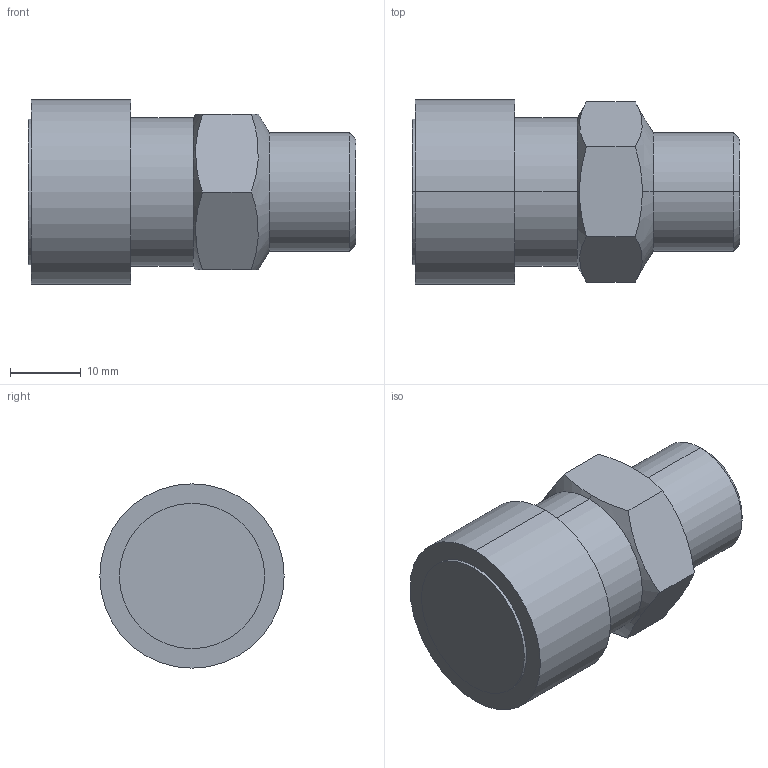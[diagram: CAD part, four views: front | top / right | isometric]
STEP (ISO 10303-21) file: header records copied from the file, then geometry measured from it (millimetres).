
FILE_DESCRIPTION (( 'STEP AP214' ), '1' );
FILE_NAME ('KK130S-03MS.STEP', '2017-04-26T06:34:53', ( 'SONIC' ), ( 'UNITCOM PC' ), 'SwSTEP 2.0', 'SolidWorks 2015', '' );
FILE_SCHEMA (( 'AUTOMOTIVE_DESIGN' ));
Length unit declared in the file: metre
Products named in the file (1): KK130S-03MS
Bounding box: 46.2 x 26 x 26 mm (x, y, z)
Volume: 17543.3 mm3; surface area: 4242.3 mm2
Topology: 1 solids, 1 shells, 24 faces, 54 edges, 34 vertices
Faces by surface type: plane 10, cylinder 8, cone 6
Entity records: 832 total; most frequent: CARTESIAN_POINT 253, ORIENTED_EDGE 108, DIRECTION 106, EDGE_CURVE 54, AXIS2_PLACEMENT_3D 43, VERTEX_POINT 34, EDGE_LOOP 26, FACE_OUTER_BOUND 24
